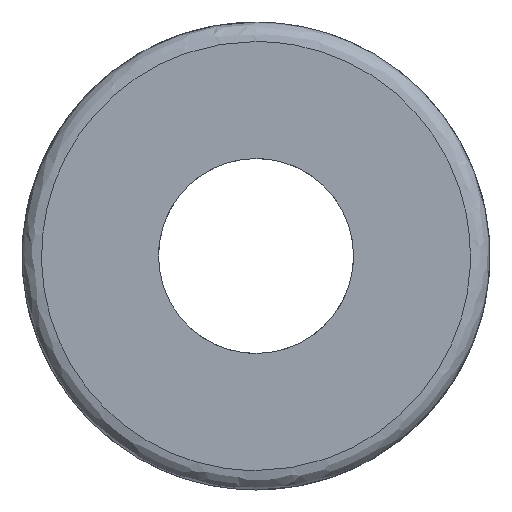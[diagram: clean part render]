
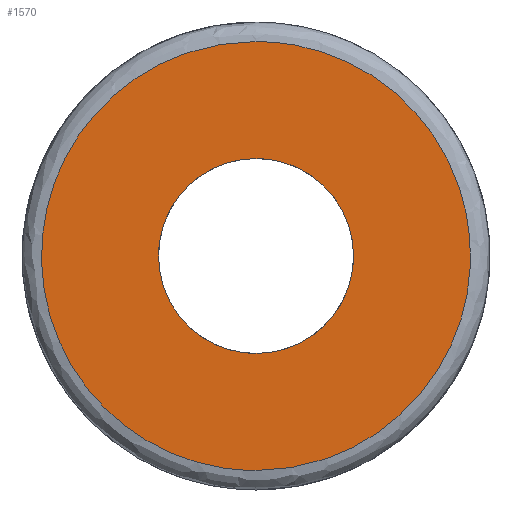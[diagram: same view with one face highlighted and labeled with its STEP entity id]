
A CAD part, left-side view. The second image highlights one B-rep face of the part: STEP entity #1570.
In plain terms, the highlighted free-form (B-spline) face has degree [1, 1] with [2, 2] control points.
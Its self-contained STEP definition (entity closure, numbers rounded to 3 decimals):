
#120 = CARTESIAN_POINT ('', (0., 2.5, 0.));
#130 = VERTEX_POINT ('', #120);
#190 = CARTESIAN_POINT ('', (0., 0., -2.5));
#200 = VERTEX_POINT ('', #190);
#210 = CARTESIAN_POINT ('', (0., 2.5, 0.));
#220 = CARTESIAN_POINT ('', (0., 2.5, -1.25));
#230 = CARTESIAN_POINT ('', (0., 1.667, -2.5));
#240 = CARTESIAN_POINT ('', (0., 0., -2.5));
#250 = (
   BOUNDED_CURVE ()
   B_SPLINE_CURVE (3, (#210, #220, #230, #240), .UNSPECIFIED., .F., .U.)
   B_SPLINE_CURVE_WITH_KNOTS ((4, 4), (0., 1.), .UNSPECIFIED.)
   CURVE ()
   GEOMETRIC_REPRESENTATION_ITEM ()
   RATIONAL_B_SPLINE_CURVE ((1., 0.667, 0.5, 0.5))
   REPRESENTATION_ITEM ('')
);
#260 = EDGE_CURVE ('', #130, #200, #250, .T.);
#280 = CARTESIAN_POINT ('', (0., 0., 2.5));
#290 = VERTEX_POINT ('', #280);
#300 = CARTESIAN_POINT ('', (0., 0., -2.5));
#310 = CARTESIAN_POINT ('', (0., -1.667, -2.5));
#320 = CARTESIAN_POINT ('', (0., -2.5, -1.25));
#330 = CARTESIAN_POINT ('', (0., -2.5, 0.));
#340 = CARTESIAN_POINT ('', (0., -2.5, 1.25));
#350 = CARTESIAN_POINT ('', (0., -1.667, 2.5));
#360 = CARTESIAN_POINT ('', (0., 0., 2.5));
#370 = (
   BOUNDED_CURVE ()
   B_SPLINE_CURVE (3, (#300, #310, #320, #330, #340, #350, #360), .UNSPECIFIED., .F., .U.)
   B_SPLINE_CURVE_WITH_KNOTS ((4, 3, 4), (0., 0.5, 1.), .UNSPECIFIED.)
   CURVE ()
   GEOMETRIC_REPRESENTATION_ITEM ()
   RATIONAL_B_SPLINE_CURVE ((0.5, 0.5, 0.667, 1., 0.667, 0.5, 0.5))
   REPRESENTATION_ITEM ('')
);
#380 = EDGE_CURVE ('', #200, #290, #370, .T.);
#400 = CARTESIAN_POINT ('', (0., 0., 2.5));
#410 = CARTESIAN_POINT ('', (0., 1.667, 2.5));
#420 = CARTESIAN_POINT ('', (0., 2.5, 1.25));
#430 = CARTESIAN_POINT ('', (0., 2.5, 0.));
#440 = (
   BOUNDED_CURVE ()
   B_SPLINE_CURVE (3, (#400, #410, #420, #430), .UNSPECIFIED., .F., .U.)
   B_SPLINE_CURVE_WITH_KNOTS ((4, 4), (0., 1.), .UNSPECIFIED.)
   CURVE ()
   GEOMETRIC_REPRESENTATION_ITEM ()
   RATIONAL_B_SPLINE_CURVE ((0.5, 0.5, 0.667, 1.))
   REPRESENTATION_ITEM ('')
);
#450 = EDGE_CURVE ('', #290, #130, #440, .T.);
#850 = CARTESIAN_POINT ('', (0., 0., -5.5));
#860 = VERTEX_POINT ('', #850);
#870 = CARTESIAN_POINT ('', (0., 0., 5.5));
#880 = VERTEX_POINT ('', #870);
#890 = CARTESIAN_POINT ('', (0., 0., -5.5));
#900 = CARTESIAN_POINT ('', (0., -0.698, -5.5));
#910 = CARTESIAN_POINT ('', (0., -1.372, -5.371));
#920 = CARTESIAN_POINT ('', (0., -2.025, -5.114));
#930 = CARTESIAN_POINT ('', (0., -2.728, -4.836));
#940 = CARTESIAN_POINT ('', (0., -3.349, -4.428));
#950 = CARTESIAN_POINT ('', (0., -3.889, -3.889));
#960 = CARTESIAN_POINT ('', (0., -4.424, -3.355));
#970 = CARTESIAN_POINT ('', (0., -4.832, -2.734));
#980 = CARTESIAN_POINT ('', (0., -5.114, -2.025));
#990 = CARTESIAN_POINT ('', (0., -5.371, -1.378));
#1000 = CARTESIAN_POINT ('', (0., -5.499, -0.703));
#1010 = CARTESIAN_POINT ('', (0., -5.5, 0.));
#1020 = CARTESIAN_POINT ('', (0., -5.501, 0.696));
#1030 = CARTESIAN_POINT ('', (0., -5.372, 1.371));
#1040 = CARTESIAN_POINT ('', (0., -5.114, 2.025));
#1050 = CARTESIAN_POINT ('', (0., -4.836, 2.728));
#1060 = CARTESIAN_POINT ('', (0., -4.428, 3.349));
#1070 = CARTESIAN_POINT ('', (0., -3.889, 3.889));
#1080 = CARTESIAN_POINT ('', (0., -3.355, 4.424));
#1090 = CARTESIAN_POINT ('', (0., -2.734, 4.832));
#1100 = CARTESIAN_POINT ('', (0., -2.025, 5.114));
#1110 = CARTESIAN_POINT ('', (0., -1.376, 5.371));
#1120 = CARTESIAN_POINT ('', (0., -0.701, 5.5));
#1130 = CARTESIAN_POINT ('', (0., 0., 5.5));
#1140 = B_SPLINE_CURVE_WITH_KNOTS ('', 3, (#890, #900, #910, #920, #930, #940, #950, #960, #970, #980, #990, #1000, #1010, #1020, #1030, #1040, #1050, #1060, #1070, #1080, #1090, #1100, #1110, #1120, #1130), .UNSPECIFIED., .F., .U., (4, 3, 3, 3, 3, 3, 3, 3, 4), (0., 0.125, 0.25, 0.375, 0.5, 0.625, 0.75, 0.875, 1.), .UNSPECIFIED.);
#1150 = EDGE_CURVE ('', #860, #880, #1140, .T.);
#1160 = ORIENTED_EDGE ('', *, *, #1150, .T.);
#1170 = CARTESIAN_POINT ('', (0., 0., 5.5));
#1180 = CARTESIAN_POINT ('', (0., 0.722, 5.5));
#1190 = CARTESIAN_POINT ('', (0., 1.419, 5.362));
#1200 = CARTESIAN_POINT ('', (0., 2.09, 5.087));
#1210 = CARTESIAN_POINT ('', (0., 2.775, 4.807));
#1220 = CARTESIAN_POINT ('', (0., 3.38, 4.402));
#1230 = CARTESIAN_POINT ('', (0., 3.907, 3.871));
#1240 = CARTESIAN_POINT ('', (0., 4.407, 3.368));
#1250 = CARTESIAN_POINT ('', (0., 4.796, 2.786));
#1260 = CARTESIAN_POINT ('', (0., 5.073, 2.125));
#1270 = CARTESIAN_POINT ('', (0., 5.357, 1.449));
#1280 = CARTESIAN_POINT ('', (0., 5.499, 0.74));
#1290 = CARTESIAN_POINT ('', (0., 5.5, 0.));
#1300 = CARTESIAN_POINT ('', (0., 5.501, -0.733));
#1310 = CARTESIAN_POINT ('', (0., 5.358, -1.441));
#1320 = CARTESIAN_POINT ('', (0., 5.073, -2.125));
#1330 = CARTESIAN_POINT ('', (0., 4.8, -2.779));
#1340 = CARTESIAN_POINT ('', (0., 4.411, -3.362));
#1350 = CARTESIAN_POINT ('', (0., 3.907, -3.871));
#1360 = CARTESIAN_POINT ('', (0., 3.387, -4.397));
#1370 = CARTESIAN_POINT ('', (0., 2.781, -4.803));
#1380 = CARTESIAN_POINT ('', (0., 2.09, -5.087));
#1390 = CARTESIAN_POINT ('', (0., 1.423, -5.362));
#1400 = CARTESIAN_POINT ('', (0., 0.726, -5.5));
#1410 = CARTESIAN_POINT ('', (0., 0., -5.5));
#1420 = B_SPLINE_CURVE_WITH_KNOTS ('', 3, (#1170, #1180, #1190, #1200, #1210, #1220, #1230, #1240, #1250, #1260, #1270, #1280, #1290, #1300, #1310, #1320, #1330, #1340, #1350, #1360, #1370, #1380, #1390, #1400, #1410), .UNSPECIFIED., .F., .U., (4, 3, 3, 3, 3, 3, 3, 3, 4), (0., 0.125, 0.25, 0.375, 0.5, 0.625, 0.75, 0.875, 1.), .UNSPECIFIED.);
#1430 = EDGE_CURVE ('', #880, #860, #1420, .T.);
#1440 = ORIENTED_EDGE ('', *, *, #1430, .T.);
#1450 = EDGE_LOOP ('', (#1160, #1440));
#1460 = FACE_OUTER_BOUND ('', #1450, .T.);
#1470 = ORIENTED_EDGE ('', *, *, #380, .F.);
#1480 = ORIENTED_EDGE ('', *, *, #260, .F.);
#1490 = ORIENTED_EDGE ('', *, *, #450, .F.);
#1500 = EDGE_LOOP ('', (#1470, #1480, #1490));
#1510 = FACE_BOUND ('', #1500, .T.);
#1520 = CARTESIAN_POINT ('', (0., 5.567, 5.566));
#1530 = CARTESIAN_POINT ('', (0., -5.566, 5.566));
#1540 = CARTESIAN_POINT ('', (0., 5.567, -5.566));
#1550 = CARTESIAN_POINT ('', (0., -5.566, -5.566));
#1560 = B_SPLINE_SURFACE_WITH_KNOTS ('', 1, 1, ((#1520, #1530), (#1540, #1550)), .UNSPECIFIED., .F., .F., .U., (2, 2), (2, 2), (0., 1.), (0., 1.), .UNSPECIFIED.);
#1570 = ADVANCED_FACE ('', (#1460, #1510), #1560, .T.);
